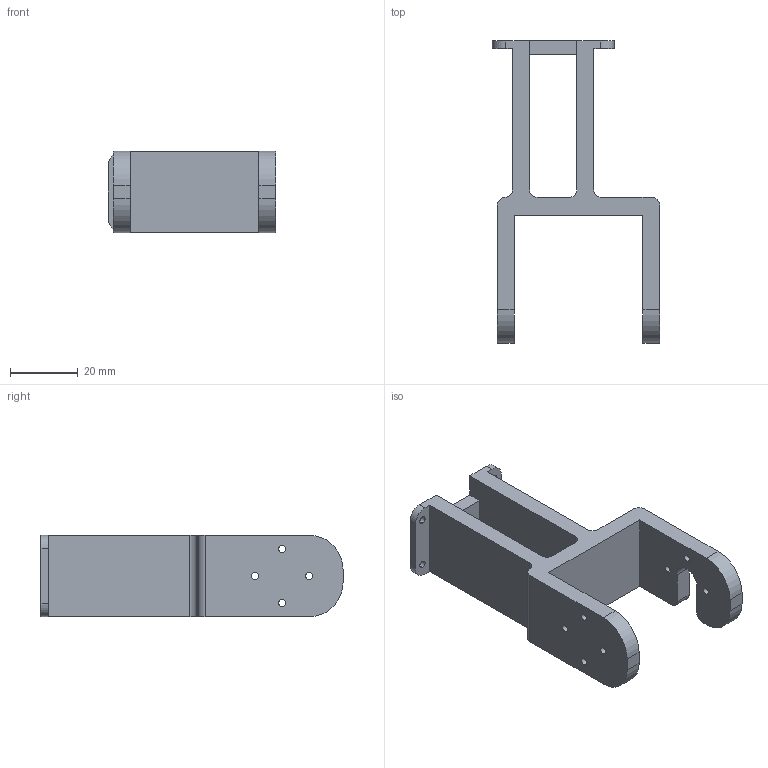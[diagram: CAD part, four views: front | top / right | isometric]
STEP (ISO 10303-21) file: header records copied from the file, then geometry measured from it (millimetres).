
FILE_DESCRIPTION (( 'STEP AP214' ), '1' );
FILE_NAME ('factr_teleop_franka_l2.STEP', '2025-03-30T19:46:14', ( '' ), ( '' ), 'SwSTEP 2.0', 'SolidWorks 2024', '' );
FILE_SCHEMA (( 'AUTOMOTIVE_DESIGN' ));
Length unit declared in the file: millimetre
Products named in the file (1): factr_teleop_franka_l2
Bounding box: 49.5 x 89.25 x 24 mm (x, y, z)
Volume: 26204.8 mm3; surface area: 13402.6 mm2
Topology: 1 solids, 1 shells, 65 faces, 195 edges, 130 vertices
Faces by surface type: cylinder 39, plane 26
Entity records: 2298 total; most frequent: DIRECTION 405, CARTESIAN_POINT 391, ORIENTED_EDGE 390, EDGE_CURVE 195, AXIS2_PLACEMENT_3D 144, VERTEX_POINT 130, LINE 117, VECTOR 117
